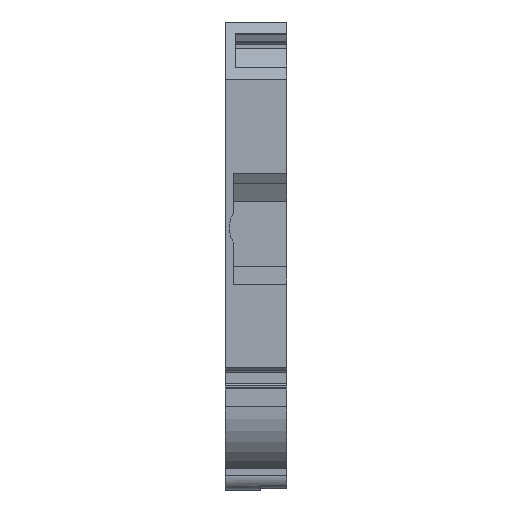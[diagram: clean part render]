
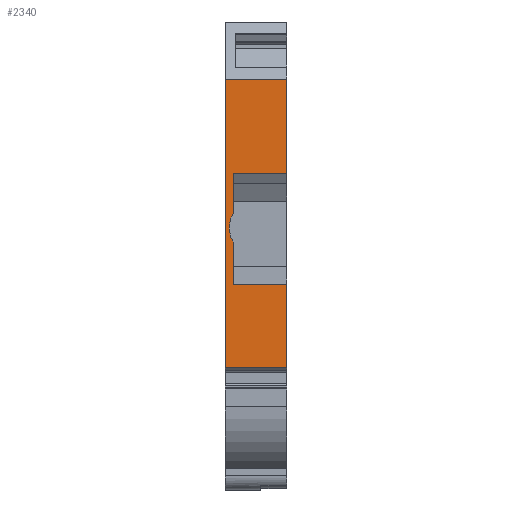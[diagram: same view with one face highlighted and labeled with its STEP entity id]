
A CAD part, front view. The second image highlights one B-rep face of the part: STEP entity #2340.
In plain terms, the highlighted planar face has unit normal (0, -1, 0).
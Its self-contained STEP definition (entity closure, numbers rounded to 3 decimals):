
#2265=AXIS2_PLACEMENT_3D('Plane Axis2P3D',#2262,#2263,#2264) ;
#2285=AXIS2_PLACEMENT_3D('Circle Axis2P3D',#2283,#2284,$) ;
#2240=CARTESIAN_POINT('Vertex',(6.4,0.,12.8)) ;
#2243=CARTESIAN_POINT('Line Origine',(3.2,0.,12.8)) ;
#2247=CARTESIAN_POINT('Vertex',(0.,0.,12.8)) ;
#2262=CARTESIAN_POINT('Axis2P3D Location',(6.4,0.,12.8)) ;
#2267=CARTESIAN_POINT('Line Origine',(3.6,0.,21.55)) ;
#2271=CARTESIAN_POINT('Vertex',(0.8,0.,21.55)) ;
#2273=CARTESIAN_POINT('Vertex',(6.4,0.,21.55)) ;
#2276=CARTESIAN_POINT('Line Origine',(0.8,0.,23.753)) ;
#2280=CARTESIAN_POINT('Vertex',(0.8,0.,25.957)) ;
#2283=CARTESIAN_POINT('Axis2P3D Location',(3.4,0.,27.453)) ;
#2287=CARTESIAN_POINT('Vertex',(0.8,0.,28.95)) ;
#2290=CARTESIAN_POINT('Line Origine',(0.8,0.,31.05)) ;
#2294=CARTESIAN_POINT('Vertex',(0.8,0.,33.15)) ;
#2297=CARTESIAN_POINT('Line Origine',(3.6,0.,33.15)) ;
#2301=CARTESIAN_POINT('Vertex',(6.4,0.,33.15)) ;
#2304=CARTESIAN_POINT('Line Origine',(6.4,0.,38.075)) ;
#2308=CARTESIAN_POINT('Vertex',(6.4,0.,43.)) ;
#2311=CARTESIAN_POINT('Line Origine',(3.2,0.,43.)) ;
#2315=CARTESIAN_POINT('Vertex',(0.,0.,43.)) ;
#2318=CARTESIAN_POINT('Line Origine',(0.,0.,27.9)) ;
#2323=CARTESIAN_POINT('Line Origine',(6.4,0.,17.175)) ;
#2244=DIRECTION('Vector Direction',(1.,0.,0.)) ;
#2263=DIRECTION('Axis2P3D Direction',(0.,1.,0.)) ;
#2264=DIRECTION('Axis2P3D XDirection',(0.,0.,1.)) ;
#2268=DIRECTION('Vector Direction',(1.,0.,0.)) ;
#2277=DIRECTION('Vector Direction',(0.,0.,1.)) ;
#2284=DIRECTION('Axis2P3D Direction',(0.,1.,0.)) ;
#2291=DIRECTION('Vector Direction',(0.,0.,1.)) ;
#2298=DIRECTION('Vector Direction',(1.,0.,0.)) ;
#2305=DIRECTION('Vector Direction',(0.,0.,1.)) ;
#2312=DIRECTION('Vector Direction',(1.,0.,0.)) ;
#2319=DIRECTION('Vector Direction',(0.,0.,1.)) ;
#2324=DIRECTION('Vector Direction',(0.,0.,1.)) ;
#2245=VECTOR('Line Direction',#2244,1.) ;
#2269=VECTOR('Line Direction',#2268,1.) ;
#2278=VECTOR('Line Direction',#2277,1.) ;
#2292=VECTOR('Line Direction',#2291,1.) ;
#2299=VECTOR('Line Direction',#2298,1.) ;
#2306=VECTOR('Line Direction',#2305,1.) ;
#2313=VECTOR('Line Direction',#2312,1.) ;
#2320=VECTOR('Line Direction',#2319,1.) ;
#2325=VECTOR('Line Direction',#2324,1.) ;
#2329=ORIENTED_EDGE('',*,*,#2275,.F.) ;
#2330=ORIENTED_EDGE('',*,*,#2282,.T.) ;
#2331=ORIENTED_EDGE('',*,*,#2289,.F.) ;
#2332=ORIENTED_EDGE('',*,*,#2296,.T.) ;
#2333=ORIENTED_EDGE('',*,*,#2303,.T.) ;
#2334=ORIENTED_EDGE('',*,*,#2310,.T.) ;
#2335=ORIENTED_EDGE('',*,*,#2317,.F.) ;
#2336=ORIENTED_EDGE('',*,*,#2322,.F.) ;
#2337=ORIENTED_EDGE('',*,*,#2249,.T.) ;
#2338=ORIENTED_EDGE('',*,*,#2327,.T.) ;
#2340=ADVANCED_FACE('KLTR SAK 4 ....1\\Hauptk\X2\00F6\X0\rper',(#2339),#2266,.F.) ;
#2286=CIRCLE('generated circle',#2285,3.) ;
#2249=EDGE_CURVE('',#2248,#2241,#2246,.T.) ;
#2275=EDGE_CURVE('',#2272,#2274,#2270,.T.) ;
#2282=EDGE_CURVE('',#2272,#2281,#2279,.T.) ;
#2289=EDGE_CURVE('',#2288,#2281,#2286,.F.) ;
#2296=EDGE_CURVE('',#2288,#2295,#2293,.T.) ;
#2303=EDGE_CURVE('',#2295,#2302,#2300,.T.) ;
#2310=EDGE_CURVE('',#2302,#2309,#2307,.T.) ;
#2317=EDGE_CURVE('',#2316,#2309,#2314,.T.) ;
#2322=EDGE_CURVE('',#2248,#2316,#2321,.T.) ;
#2327=EDGE_CURVE('',#2241,#2274,#2326,.T.) ;
#2328=EDGE_LOOP('',(#2329,#2330,#2331,#2332,#2333,#2334,#2335,#2336,#2337,#2338)) ;
#2339=FACE_OUTER_BOUND('',#2328,.T.) ;
#2246=LINE('Line',#2243,#2245) ;
#2270=LINE('Line',#2267,#2269) ;
#2279=LINE('Line',#2276,#2278) ;
#2293=LINE('Line',#2290,#2292) ;
#2300=LINE('Line',#2297,#2299) ;
#2307=LINE('Line',#2304,#2306) ;
#2314=LINE('Line',#2311,#2313) ;
#2321=LINE('Line',#2318,#2320) ;
#2326=LINE('Line',#2323,#2325) ;
#2266=PLANE('',#2265) ;
#2241=VERTEX_POINT('',#2240) ;
#2248=VERTEX_POINT('',#2247) ;
#2272=VERTEX_POINT('',#2271) ;
#2274=VERTEX_POINT('',#2273) ;
#2281=VERTEX_POINT('',#2280) ;
#2288=VERTEX_POINT('',#2287) ;
#2295=VERTEX_POINT('',#2294) ;
#2302=VERTEX_POINT('',#2301) ;
#2309=VERTEX_POINT('',#2308) ;
#2316=VERTEX_POINT('',#2315) ;
